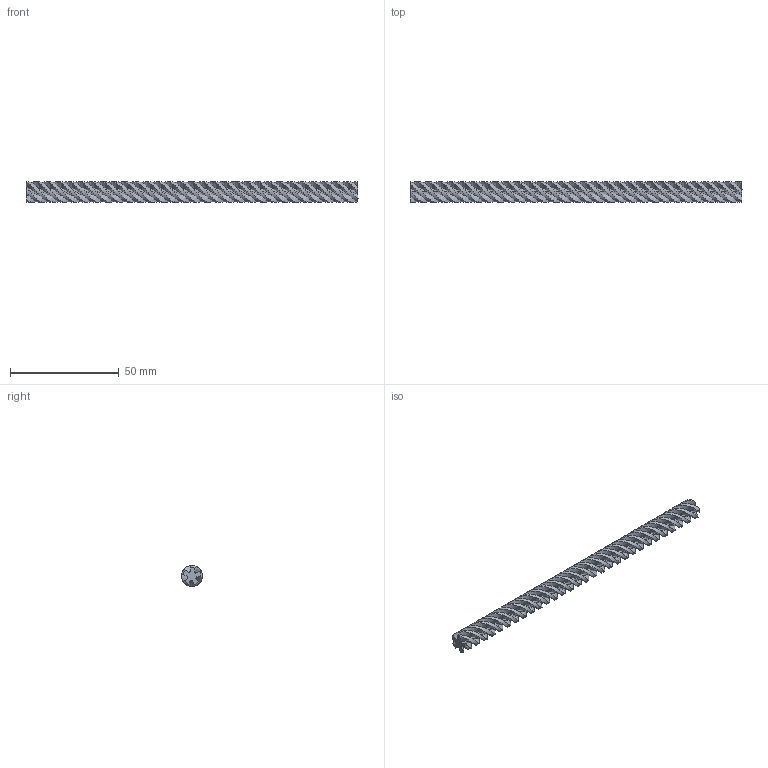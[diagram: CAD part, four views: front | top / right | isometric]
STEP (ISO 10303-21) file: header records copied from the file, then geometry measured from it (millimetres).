
FILE_DESCRIPTION (( 'STEP AP203' ), '1' );
FILE_NAME ('99030A100.step', '2016-03-07T19:36:38', ( '' ), ( '' ), 'SwSTEP 2.0', 'SolidWorks 2010', '' );
FILE_SCHEMA (( 'CONFIG_CONTROL_DESIGN' ));
Length unit declared in the file: inch
Products named in the file (1): 99030A100
Bounding box: 152.4 x 9.53 x 9.53 mm (x, y, z)
Volume: 6476.8 mm3; surface area: 7771.7 mm2
Topology: 1 solids, 1 shells, 93 faces, 273 edges, 182 vertices
Faces by surface type: cylinder 66, bspline 15, cone 10, plane 2
Entity records: 16533 total; most frequent: CARTESIAN_POINT 14534, ORIENTED_EDGE 546, EDGE_CURVE 273, DIRECTION 263, VERTEX_POINT 182, AXIS2_PLACEMENT_3D 101, EDGE_LOOP 93, ADVANCED_FACE 93
